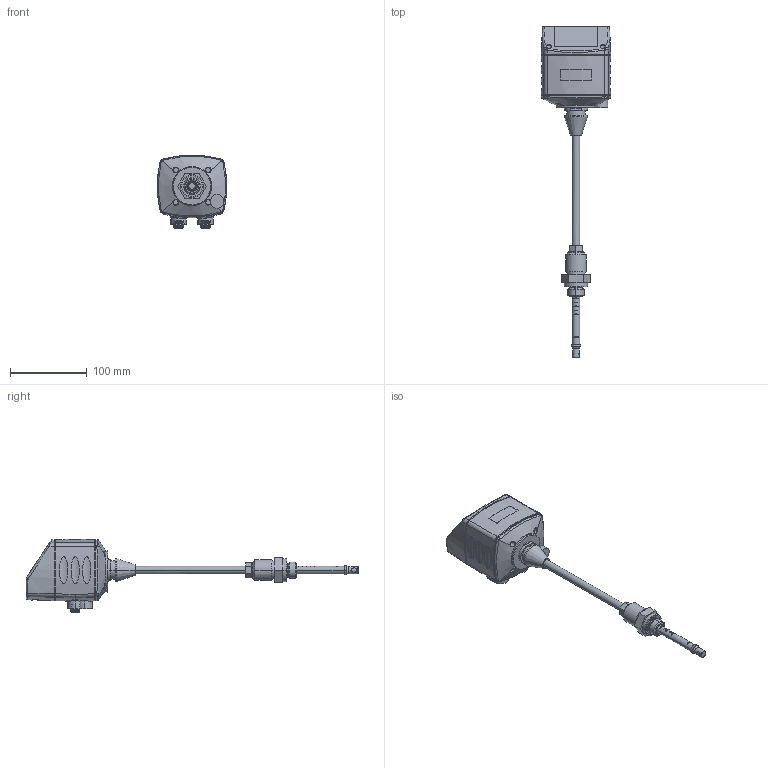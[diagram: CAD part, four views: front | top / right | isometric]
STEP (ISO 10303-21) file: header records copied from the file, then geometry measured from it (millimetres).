
FILE_DESCRIPTION((''),'2;1');
FILE_NAME('S401_XXX_MM','2023-06-01T10:38:28',('jj'),(''),'CREO PARAMETRIC BY PTC INC, 2018100','CREO PARAMETRIC BY PTC INC, 2018100','');
FILE_SCHEMA(('CONFIG_CONTROL_DESIGN','SHAPE_APPEARANCE_LAYERS_GROUPS'));
Products named in the file (1): S401_XXX_MM
Bounding box: 90 x 432 x 95.3 mm (x, y, z)
Volume: 662669.8 mm3; surface area: 78332.7 mm2
Topology: 1 solids, 40 shells, 918 faces, 2470 edges, 1661 vertices
Faces by surface type: cylinder 328, plane 232, bspline 208, cone 111, torus 39
Entity records: 44662 total; most frequent: CARTESIAN_POINT 21736, ORIENTED_EDGE 4722, DIRECTION 3992, EDGE_CURVE 2470, VERTEX_POINT 1661, AXIS2_PLACEMENT_3D 1574, EDGE_LOOP 1015, FACE_OUTER_BOUND 918
